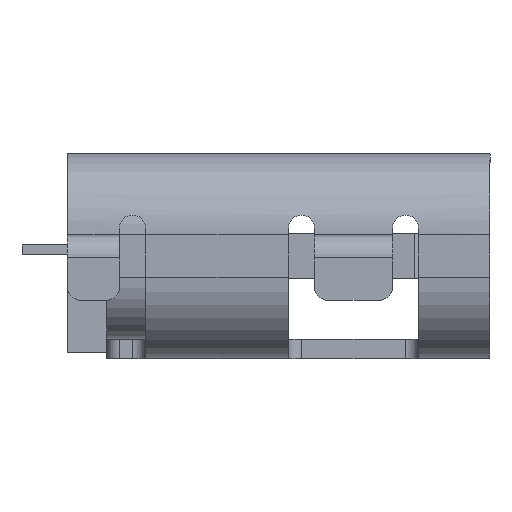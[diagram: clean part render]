
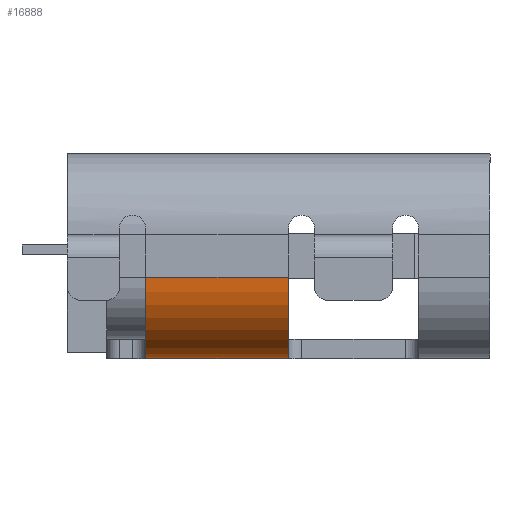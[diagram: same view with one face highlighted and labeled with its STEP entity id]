
A CAD part, left-side view. The second image highlights one B-rep face of the part: STEP entity #16888.
In plain terms, the highlighted cylindrical face has radius 1.25 mm (diameter 2.5 mm), a partial arc.
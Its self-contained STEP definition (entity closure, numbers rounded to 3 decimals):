
#6569 = PLANE('',#6570);
#6570 = AXIS2_PLACEMENT_3D('',#6571,#6572,#6573);
#6571 = CARTESIAN_POINT('',(-3.22,1.825,
    -1.6));
#6572 = DIRECTION('',(0.,0.,-1.));
#6573 = DIRECTION('',(0.,1.,0.));
#7566 = VERTEX_POINT('',#7567);
#7567 = CARTESIAN_POINT('',(-3.22,-1.575,
    -1.6));
#7581 = PLANE('',#7582);
#7582 = AXIS2_PLACEMENT_3D('',#7583,#7584,#7585);
#7583 = CARTESIAN_POINT('',(-2.27,-1.575,
    0.61));
#7584 = DIRECTION('',(0.,1.,0.));
#7585 = DIRECTION('',(0.,0.,1.));
#7593 = EDGE_CURVE('',#7594,#7566,#7596,.T.);
#7594 = VERTEX_POINT('',#7595);
#7595 = CARTESIAN_POINT('',(-3.22,0.625,
    -1.6));
#7596 = SURFACE_CURVE('',#7597,(#7601,#7608),.PCURVE_S1.);
#7597 = LINE('',#7598,#7599);
#7598 = CARTESIAN_POINT('',(-3.22,1.825,
    -1.6));
#7599 = VECTOR('',#7600,1.);
#7600 = DIRECTION('',(0.,-1.,0.));
#7601 = PCURVE('',#6569,#7602);
#7602 = DEFINITIONAL_REPRESENTATION('',(#7603),#7607);
#7603 = LINE('',#7604,#7605);
#7604 = CARTESIAN_POINT('',(0.,0.));
#7605 = VECTOR('',#7606,1.);
#7606 = DIRECTION('',(-1.,0.));
#7607 = ( GEOMETRIC_REPRESENTATION_CONTEXT(2) 
PARAMETRIC_REPRESENTATION_CONTEXT() REPRESENTATION_CONTEXT('2D SPACE',''
  ) );
#7608 = PCURVE('',#7609,#7614);
#7609 = CYLINDRICAL_SURFACE('',#7610,1.25);
#7610 = AXIS2_PLACEMENT_3D('',#7611,#7612,#7613);
#7611 = CARTESIAN_POINT('',(-3.22,1.825,
    -0.35));
#7612 = DIRECTION('',(0.,-1.,0.));
#7613 = DIRECTION('',(-1.,-0.,0.));
#7614 = DEFINITIONAL_REPRESENTATION('',(#7615),#7619);
#7615 = LINE('',#7616,#7617);
#7616 = CARTESIAN_POINT('',(1.571,0.));
#7617 = VECTOR('',#7618,1.);
#7618 = DIRECTION('',(0.,1.));
#7619 = ( GEOMETRIC_REPRESENTATION_CONTEXT(2) 
PARAMETRIC_REPRESENTATION_CONTEXT() REPRESENTATION_CONTEXT('2D SPACE',''
  ) );
#7637 = PLANE('',#7638);
#7638 = AXIS2_PLACEMENT_3D('',#7639,#7640,#7641);
#7639 = CARTESIAN_POINT('',(-4.47,0.625,
    0.61));
#7640 = DIRECTION('',(0.,-1.,0.));
#7641 = DIRECTION('',(1.,0.,0.));
#14376 = EDGE_CURVE('',#14377,#7594,#14379,.T.);
#14377 = VERTEX_POINT('',#14378);
#14378 = CARTESIAN_POINT('',(-4.47,0.625,
    -0.35));
#14379 = SURFACE_CURVE('',#14380,(#14385,#14392),.PCURVE_S1.);
#14380 = CIRCLE('',#14381,1.25);
#14381 = AXIS2_PLACEMENT_3D('',#14382,#14383,#14384);
#14382 = CARTESIAN_POINT('',(-3.22,0.625,
    -0.35));
#14383 = DIRECTION('',(-0.,-1.,0.));
#14384 = DIRECTION('',(-1.,0.,0.));
#14385 = PCURVE('',#7637,#14386);
#14386 = DEFINITIONAL_REPRESENTATION('',(#14387),#14391);
#14387 = CIRCLE('',#14388,1.25);
#14388 = AXIS2_PLACEMENT_2D('',#14389,#14390);
#14389 = CARTESIAN_POINT('',(1.25,-0.96));
#14390 = DIRECTION('',(-1.,0.));
#14391 = ( GEOMETRIC_REPRESENTATION_CONTEXT(2) 
PARAMETRIC_REPRESENTATION_CONTEXT() REPRESENTATION_CONTEXT('2D SPACE',''
  ) );
#14392 = PCURVE('',#7609,#14393);
#14393 = DEFINITIONAL_REPRESENTATION('',(#14394),#14398);
#14394 = LINE('',#14395,#14396);
#14395 = CARTESIAN_POINT('',(0.,1.2));
#14396 = VECTOR('',#14397,1.);
#14397 = DIRECTION('',(1.,0.));
#14398 = ( GEOMETRIC_REPRESENTATION_CONTEXT(2) 
PARAMETRIC_REPRESENTATION_CONTEXT() REPRESENTATION_CONTEXT('2D SPACE',''
  ) );
#14416 = PLANE('',#14417);
#14417 = AXIS2_PLACEMENT_3D('',#14418,#14419,#14420);
#14418 = CARTESIAN_POINT('',(-4.47,1.825,
    -0.35));
#14419 = DIRECTION('',(-1.,0.,0.));
#14420 = DIRECTION('',(0.,1.,0.));
#16888 = ADVANCED_FACE('',(#16889),#7609,.T.);
#16889 = FACE_BOUND('',#16890,.T.);
#16890 = EDGE_LOOP('',(#16891,#16892,#16893,#16917));
#16891 = ORIENTED_EDGE('',*,*,#14376,.T.);
#16892 = ORIENTED_EDGE('',*,*,#7593,.T.);
#16893 = ORIENTED_EDGE('',*,*,#16894,.T.);
#16894 = EDGE_CURVE('',#7566,#16895,#16897,.T.);
#16895 = VERTEX_POINT('',#16896);
#16896 = CARTESIAN_POINT('',(-4.47,-1.575,
    -0.35));
#16897 = SURFACE_CURVE('',#16898,(#16903,#16910),.PCURVE_S1.);
#16898 = CIRCLE('',#16899,1.25);
#16899 = AXIS2_PLACEMENT_3D('',#16900,#16901,#16902);
#16900 = CARTESIAN_POINT('',(-3.22,-1.575,
    -0.35));
#16901 = DIRECTION('',(-0.,1.,0.));
#16902 = DIRECTION('',(0.,0.,1.));
#16903 = PCURVE('',#7609,#16904);
#16904 = DEFINITIONAL_REPRESENTATION('',(#16905),#16909);
#16905 = LINE('',#16906,#16907);
#16906 = CARTESIAN_POINT('',(4.712,3.4));
#16907 = VECTOR('',#16908,1.);
#16908 = DIRECTION('',(-1.,0.));
#16909 = ( GEOMETRIC_REPRESENTATION_CONTEXT(2) 
PARAMETRIC_REPRESENTATION_CONTEXT() REPRESENTATION_CONTEXT('2D SPACE',''
  ) );
#16910 = PCURVE('',#7581,#16911);
#16911 = DEFINITIONAL_REPRESENTATION('',(#16912),#16916);
#16912 = CIRCLE('',#16913,1.25);
#16913 = AXIS2_PLACEMENT_2D('',#16914,#16915);
#16914 = CARTESIAN_POINT('',(-0.96,-0.95));
#16915 = DIRECTION('',(1.,0.));
#16916 = ( GEOMETRIC_REPRESENTATION_CONTEXT(2) 
PARAMETRIC_REPRESENTATION_CONTEXT() REPRESENTATION_CONTEXT('2D SPACE',''
  ) );
#16917 = ORIENTED_EDGE('',*,*,#16918,.F.);
#16918 = EDGE_CURVE('',#14377,#16895,#16919,.T.);
#16919 = SURFACE_CURVE('',#16920,(#16924,#16931),.PCURVE_S1.);
#16920 = LINE('',#16921,#16922);
#16921 = CARTESIAN_POINT('',(-4.47,1.825,
    -0.35));
#16922 = VECTOR('',#16923,1.);
#16923 = DIRECTION('',(0.,-1.,0.));
#16924 = PCURVE('',#7609,#16925);
#16925 = DEFINITIONAL_REPRESENTATION('',(#16926),#16930);
#16926 = LINE('',#16927,#16928);
#16927 = CARTESIAN_POINT('',(0.,0.));
#16928 = VECTOR('',#16929,1.);
#16929 = DIRECTION('',(0.,1.));
#16930 = ( GEOMETRIC_REPRESENTATION_CONTEXT(2) 
PARAMETRIC_REPRESENTATION_CONTEXT() REPRESENTATION_CONTEXT('2D SPACE',''
  ) );
#16931 = PCURVE('',#14416,#16932);
#16932 = DEFINITIONAL_REPRESENTATION('',(#16933),#16937);
#16933 = LINE('',#16934,#16935);
#16934 = CARTESIAN_POINT('',(0.,0.));
#16935 = VECTOR('',#16936,1.);
#16936 = DIRECTION('',(-1.,0.));
#16937 = ( GEOMETRIC_REPRESENTATION_CONTEXT(2) 
PARAMETRIC_REPRESENTATION_CONTEXT() REPRESENTATION_CONTEXT('2D SPACE',''
  ) );
